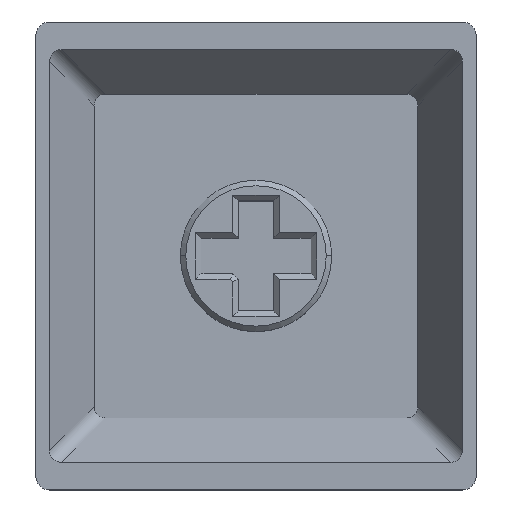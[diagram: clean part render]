
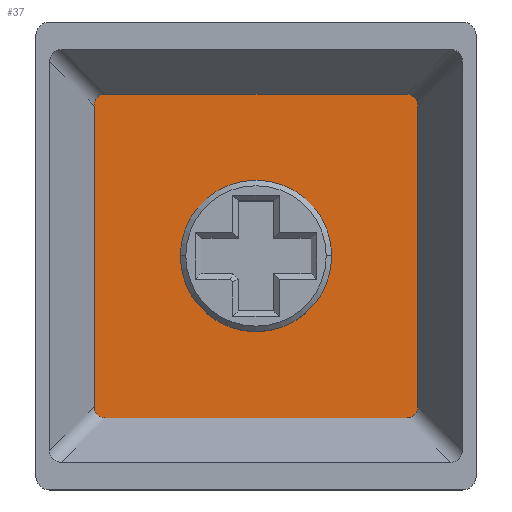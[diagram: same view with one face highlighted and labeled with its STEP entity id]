
A CAD part, top view. The second image highlights one B-rep face of the part: STEP entity #37.
In plain terms, the highlighted planar face has unit normal (0, 0, 1).
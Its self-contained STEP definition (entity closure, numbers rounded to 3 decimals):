
#37 = ADVANCED_FACE ( 'NONE', ( #1058, #1500 ), #1670, .F. ) ;
#63 = EDGE_CURVE ( 'NONE', #736, #1644, #1932, .T. ) ;
#184 = DIRECTION ( 'NONE',  ( 0., 1., 0. ) ) ;
#194 = VERTEX_POINT ( 'NONE', #1601 ) ;
#246 = CARTESIAN_POINT ( 'NONE',  ( -5.883, 5.45, 0. ) ) ;
#251 = CARTESIAN_POINT ( 'NONE',  ( 5.883, 5.45, 0. ) ) ;
#258 = CARTESIAN_POINT ( 'NONE',  ( -5.883, 5.716, 0. ) ) ;
#381 = LINE ( 'NONE', #770, #1803 ) ;
#549 = ORIENTED_EDGE ( 'NONE', *, *, #2393, .T. ) ;
#585 = CIRCLE ( 'NONE', #1436, 2.65 ) ;
#591 = CARTESIAN_POINT ( 'NONE',  ( 5.883, -5.716, 0. ) ) ;
#610 = VERTEX_POINT ( 'NONE', #726 ) ;
#647 = CARTESIAN_POINT ( 'NONE',  ( -5.45, -5.883, 0. ) ) ;
#663 = DIRECTION ( 'NONE',  ( 1., 0., 0. ) ) ;
#694 = VERTEX_POINT ( 'NONE', #2651 ) ;
#726 = CARTESIAN_POINT ( 'NONE',  ( 5.883, -5.45, 0. ) ) ;
#736 = VERTEX_POINT ( 'NONE', #1717 ) ;
#738 = AXIS2_PLACEMENT_3D ( 'NONE', #1186, #2034, #1824 ) ;
#756 = EDGE_CURVE ( 'NONE', #1607, #1988, #2572, .T. ) ;
#770 = CARTESIAN_POINT ( 'NONE',  ( 5.883, 0., 0. ) ) ;
#782 = CARTESIAN_POINT ( 'NONE',  ( 5.716, -5.883, 0. ) ) ;
#784 = CARTESIAN_POINT ( 'NONE',  ( -5.883, -5.45, 0. ) ) ;
#822 = CARTESIAN_POINT ( 'NONE',  ( 5.45, -5.883, 0. ) ) ;
#924 = VERTEX_POINT ( 'NONE', #2424 ) ;
#1017 = VERTEX_POINT ( 'NONE', #784 ) ;
#1058 = FACE_OUTER_BOUND ( 'NONE', #1135, .T. ) ;
#1093 = EDGE_CURVE ( 'NONE', #1017, #1607, #2310, .T. ) ;
#1126 = EDGE_CURVE ( 'NONE', #694, #924, #585, .T. ) ;
#1135 = EDGE_LOOP ( 'NONE', ( #2088, #549, #1275, #1420, #2490, #2482, #1546, #2363 ) ) ;
#1186 = CARTESIAN_POINT ( 'NONE',  ( 0., 0., 0. ) ) ;
#1230 = VERTEX_POINT ( 'NONE', #2200 ) ;
#1256 = CARTESIAN_POINT ( 'NONE',  ( -5.883, -5.45, 0. ) ) ;
#1259 =( BOUNDED_CURVE ( )  B_SPLINE_CURVE ( 3, ( #251, #2121, #1913, #2575 ),
 .UNSPECIFIED., .F., .T. ) 
 B_SPLINE_CURVE_WITH_KNOTS ( ( 4, 4 ),
 ( 2.483, 3.801 ),
 .UNSPECIFIED. ) 
 CURVE ( )  GEOMETRIC_REPRESENTATION_ITEM ( )  RATIONAL_B_SPLINE_CURVE ( ( 1., 0.86, 0.86, 1. ) ) 
 REPRESENTATION_ITEM ( '' )  );
#1275 = ORIENTED_EDGE ( 'NONE', *, *, #1558, .T. ) ;
#1316 = CARTESIAN_POINT ( 'NONE',  ( 0., -5.883, 0. ) ) ;
#1332 = EDGE_CURVE ( 'NONE', #610, #1230, #381, .T. ) ;
#1391 =( BOUNDED_CURVE ( )  B_SPLINE_CURVE ( 3, ( #822, #782, #591, #1458 ),
 .UNSPECIFIED., .F., .T. ) 
 B_SPLINE_CURVE_WITH_KNOTS ( ( 4, 4 ),
 ( 5.624, 6.942 ),
 .UNSPECIFIED. ) 
 CURVE ( )  GEOMETRIC_REPRESENTATION_ITEM ( )  RATIONAL_B_SPLINE_CURVE ( ( 1., 0.86, 0.86, 1. ) ) 
 REPRESENTATION_ITEM ( '' )  );
#1405 = CARTESIAN_POINT ( 'NONE',  ( -5.45, -5.883, 0. ) ) ;
#1420 = ORIENTED_EDGE ( 'NONE', *, *, #63, .T. ) ;
#1426 = EDGE_CURVE ( 'NONE', #924, #694, #1627, .T. ) ;
#1436 = AXIS2_PLACEMENT_3D ( 'NONE', #2377, #2103, #1946 ) ;
#1458 = CARTESIAN_POINT ( 'NONE',  ( 5.883, -5.45, 0. ) ) ;
#1468 = ORIENTED_EDGE ( 'NONE', *, *, #1426, .F. ) ;
#1484 = DIRECTION ( 'NONE',  ( -1., 0., 0. ) ) ;
#1500 = FACE_BOUND ( 'NONE', #2122, .T. ) ;
#1509 = CARTESIAN_POINT ( 'NONE',  ( 5.45, -5.883, 0. ) ) ;
#1512 = CARTESIAN_POINT ( 'NONE',  ( -5.716, 5.883, 0. ) ) ;
#1525 = AXIS2_PLACEMENT_3D ( 'NONE', #2347, #1905, #2129 ) ;
#1527 = CARTESIAN_POINT ( 'NONE',  ( -5.883, -5.716, 0. ) ) ;
#1543 = CARTESIAN_POINT ( 'NONE',  ( -5.45, 5.883, 0. ) ) ;
#1546 = ORIENTED_EDGE ( 'NONE', *, *, #756, .T. ) ;
#1558 = EDGE_CURVE ( 'NONE', #194, #736, #1687, .T. ) ;
#1597 = VECTOR ( 'NONE', #1484, 1000. ) ;
#1601 = CARTESIAN_POINT ( 'NONE',  ( 5.45, 5.883, 0. ) ) ;
#1607 = VERTEX_POINT ( 'NONE', #1405 ) ;
#1620 = VECTOR ( 'NONE', #663, 1000. ) ;
#1627 = CIRCLE ( 'NONE', #738, 2.65 ) ;
#1644 = VERTEX_POINT ( 'NONE', #2673 ) ;
#1666 = CARTESIAN_POINT ( 'NONE',  ( -5.883, 0., 0. ) ) ;
#1670 = PLANE ( 'NONE',  #1525 ) ;
#1687 = LINE ( 'NONE', #2539, #1597 ) ;
#1717 = CARTESIAN_POINT ( 'NONE',  ( -5.45, 5.883, 0. ) ) ;
#1755 = EDGE_CURVE ( 'NONE', #1644, #1017, #2270, .T. ) ;
#1774 = EDGE_CURVE ( 'NONE', #1988, #610, #1391, .T. ) ;
#1803 = VECTOR ( 'NONE', #184, 1000. ) ;
#1824 = DIRECTION ( 'NONE',  ( 1., 0., 0. ) ) ;
#1905 = DIRECTION ( 'NONE',  ( 0., 0., -1. ) ) ;
#1913 = CARTESIAN_POINT ( 'NONE',  ( 5.716, 5.883, 0. ) ) ;
#1932 =( BOUNDED_CURVE ( )  B_SPLINE_CURVE ( 3, ( #1543, #1512, #258, #246 ),
 .UNSPECIFIED., .F., .T. ) 
 B_SPLINE_CURVE_WITH_KNOTS ( ( 4, 4 ),
 ( 2.483, 3.801 ),
 .UNSPECIFIED. ) 
 CURVE ( )  GEOMETRIC_REPRESENTATION_ITEM ( )  RATIONAL_B_SPLINE_CURVE ( ( 1., 0.86, 0.86, 1. ) ) 
 REPRESENTATION_ITEM ( '' )  );
#1946 = DIRECTION ( 'NONE',  ( 1., 0., 0. ) ) ;
#1988 = VERTEX_POINT ( 'NONE', #1509 ) ;
#2034 = DIRECTION ( 'NONE',  ( 0., 0., 1. ) ) ;
#2088 = ORIENTED_EDGE ( 'NONE', *, *, #1332, .T. ) ;
#2103 = DIRECTION ( 'NONE',  ( 0., 0., 1. ) ) ;
#2121 = CARTESIAN_POINT ( 'NONE',  ( 5.883, 5.716, 0. ) ) ;
#2122 = EDGE_LOOP ( 'NONE', ( #1468, #2219 ) ) ;
#2129 = DIRECTION ( 'NONE',  ( -1., 0., 0. ) ) ;
#2146 = CARTESIAN_POINT ( 'NONE',  ( -5.716, -5.883, 0. ) ) ;
#2200 = CARTESIAN_POINT ( 'NONE',  ( 5.883, 5.45, 0. ) ) ;
#2219 = ORIENTED_EDGE ( 'NONE', *, *, #1126, .F. ) ;
#2268 = VECTOR ( 'NONE', #2298, 1000. ) ;
#2270 = LINE ( 'NONE', #1666, #2268 ) ;
#2298 = DIRECTION ( 'NONE',  ( 0., -1., 0. ) ) ;
#2310 =( BOUNDED_CURVE ( )  B_SPLINE_CURVE ( 3, ( #1256, #1527, #2146, #647 ),
 .UNSPECIFIED., .F., .T. ) 
 B_SPLINE_CURVE_WITH_KNOTS ( ( 4, 4 ),
 ( 5.624, 6.942 ),
 .UNSPECIFIED. ) 
 CURVE ( )  GEOMETRIC_REPRESENTATION_ITEM ( )  RATIONAL_B_SPLINE_CURVE ( ( 1., 0.86, 0.86, 1. ) ) 
 REPRESENTATION_ITEM ( '' )  );
#2347 = CARTESIAN_POINT ( 'NONE',  ( 0., 0., 0. ) ) ;
#2363 = ORIENTED_EDGE ( 'NONE', *, *, #1774, .T. ) ;
#2377 = CARTESIAN_POINT ( 'NONE',  ( 0., 0., 0. ) ) ;
#2393 = EDGE_CURVE ( 'NONE', #1230, #194, #1259, .T. ) ;
#2424 = CARTESIAN_POINT ( 'NONE',  ( -2.65, 0., 0. ) ) ;
#2482 = ORIENTED_EDGE ( 'NONE', *, *, #1093, .T. ) ;
#2490 = ORIENTED_EDGE ( 'NONE', *, *, #1755, .T. ) ;
#2539 = CARTESIAN_POINT ( 'NONE',  ( 0., 5.883, 0. ) ) ;
#2572 = LINE ( 'NONE', #1316, #1620 ) ;
#2575 = CARTESIAN_POINT ( 'NONE',  ( 5.45, 5.883, 0. ) ) ;
#2651 = CARTESIAN_POINT ( 'NONE',  ( 2.65, 0., 0. ) ) ;
#2673 = CARTESIAN_POINT ( 'NONE',  ( -5.883, 5.45, 0. ) ) ;
